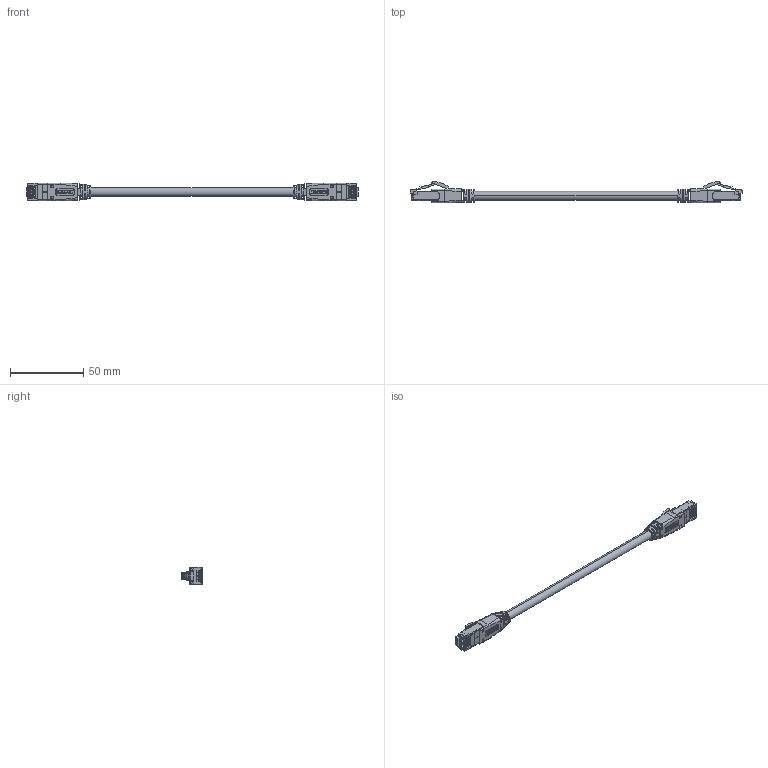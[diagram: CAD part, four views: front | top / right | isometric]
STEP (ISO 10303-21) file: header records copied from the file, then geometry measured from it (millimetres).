
FILE_DESCRIPTION (( 'STEP AP214' ), '1' );
FILE_NAME ('TRD695AP.STEP', '2018-10-09T14:18:12', ( '' ), ( '' ), 'SwSTEP 2.0', 'SolidWorks 2017', '' );
FILE_SCHEMA (( 'AUTOMOTIVE_DESIGN' ));
Length unit declared in the file: inch
Products named in the file (9): TDS8PC5-MA3; 1AL04-033; 1AD03-032-MA3; 1AD03-013-MA2; 1AD03-032_crimped; 1AD03-013-MA1; TRD695AP; 1AD03-032-MA2_crimped strain relief; 1AD03-032-MA1
Assembly tree (16 placements, depth 3):
  TRD695AP
    1AL04-033
    1AD03-032_crimped  x2
      1AD03-032-MA3
      1AD03-013-MA2
      1AD03-013-MA1
      1AD03-032-MA2_crimped strain relief
      TDS8PC5-MA3
      1AD03-032-MA1
Bounding box: 227.23 x 14.44 x 12.04 mm (x, y, z)
Volume: 8637.7 mm3; surface area: 13975.9 mm2
Topology: 27 solids, 27 shells, 1634 faces, 4706 edges, 3026 vertices
Faces by surface type: plane 1150, cylinder 364, bspline 80, sphere 36, torus 4
Entity records: 25164 total; most frequent: CARTESIAN_POINT 7597, ORIENTED_EDGE 3832, DIRECTION 3266, EDGE_CURVE 1916, VECTOR 1394, LINE 1394, VERTEX_POINT 1233, AXIS2_PLACEMENT_3D 936
